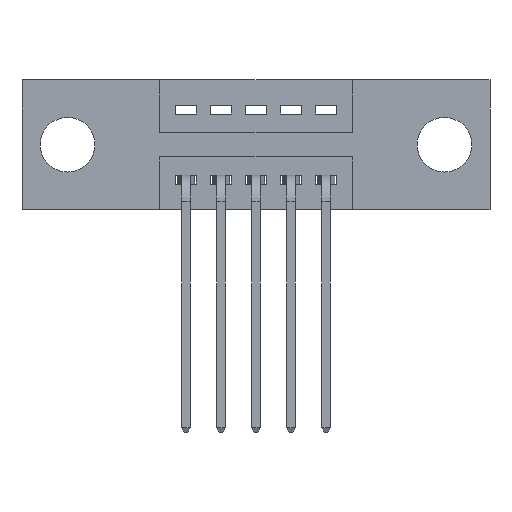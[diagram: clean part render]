
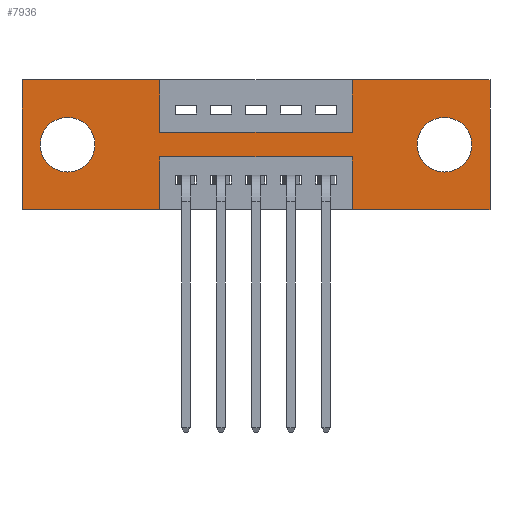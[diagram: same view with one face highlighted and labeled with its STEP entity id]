
A CAD part, front view. The second image highlights one B-rep face of the part: STEP entity #7936.
In plain terms, the highlighted planar face has unit normal (0, -1, 0).
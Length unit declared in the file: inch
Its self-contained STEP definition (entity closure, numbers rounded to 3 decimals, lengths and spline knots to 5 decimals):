
#29 = DIRECTION ( 'NONE',  ( 0., 0., 1. ) ) ;
#67 = CARTESIAN_POINT ( 'NONE',  ( 0.3925, 0., 0. ) ) ;
#108 = VERTEX_POINT ( 'NONE', #3676 ) ;
#150 = DIRECTION ( 'NONE',  ( 0., 0., 1. ) ) ;
#163 = CIRCLE ( 'NONE', #3646, 0.078 ) ;
#249 = ORIENTED_EDGE ( 'NONE', *, *, #1651, .F. ) ;
#396 = VERTEX_POINT ( 'NONE', #1273 ) ;
#427 = PLANE ( 'NONE',  #7405 ) ;
#430 = VERTEX_POINT ( 'NONE', #585 ) ;
#462 = VECTOR ( 'NONE', #5910, 39.37008 ) ;
#519 = EDGE_CURVE ( 'NONE', #4468, #430, #4602, .T. ) ;
#532 = VECTOR ( 'NONE', #3132, 39.37008 ) ;
#585 = CARTESIAN_POINT ( 'NONE',  ( 0.9425, 0., 0. ) ) ;
#586 = ORIENTED_EDGE ( 'NONE', *, *, #6063, .F. ) ;
#598 = DIRECTION ( 'NONE',  ( -1., 0., 0. ) ) ;
#631 = ORIENTED_EDGE ( 'NONE', *, *, #5107, .F. ) ;
#699 = VECTOR ( 'NONE', #3626, 39.37008 ) ;
#818 = VERTEX_POINT ( 'NONE', #6576 ) ;
#908 = CARTESIAN_POINT ( 'NONE',  ( 0., 0., 0. ) ) ;
#918 = LINE ( 'NONE', #8025, #3287 ) ;
#944 = ORIENTED_EDGE ( 'NONE', *, *, #4943, .T. ) ;
#1059 = DIRECTION ( 'NONE',  ( 1., 0., 0. ) ) ;
#1167 = DIRECTION ( 'NONE',  ( -1., 0., 0. ) ) ;
#1273 = CARTESIAN_POINT ( 'NONE',  ( 0.3925, 0., -0.15 ) ) ;
#1326 = CARTESIAN_POINT ( 'NONE',  ( 0.9425, 0., 0. ) ) ;
#1357 = CARTESIAN_POINT ( 'NONE',  ( 0.9425, 0., -0.15 ) ) ;
#1506 = ORIENTED_EDGE ( 'NONE', *, *, #4799, .F. ) ;
#1508 = ORIENTED_EDGE ( 'NONE', *, *, #8831, .F. ) ;
#1525 = VERTEX_POINT ( 'NONE', #7186 ) ;
#1556 = DIRECTION ( 'NONE',  ( 0., 1., 0. ) ) ;
#1651 = EDGE_CURVE ( 'NONE', #2265, #396, #3603, .T. ) ;
#1665 = CARTESIAN_POINT ( 'NONE',  ( 1.335, 0., -0.37 ) ) ;
#1728 = CARTESIAN_POINT ( 'NONE',  ( 0.3925, 0., -0.15 ) ) ;
#1769 = VECTOR ( 'NONE', #4796, 39.37008 ) ;
#1794 = CARTESIAN_POINT ( 'NONE',  ( 0.13, 0., -0.263 ) ) ;
#1798 = VERTEX_POINT ( 'NONE', #3540 ) ;
#1878 = ORIENTED_EDGE ( 'NONE', *, *, #4033, .F. ) ;
#2172 = LINE ( 'NONE', #908, #3993 ) ;
#2265 = VERTEX_POINT ( 'NONE', #67 ) ;
#2364 = EDGE_CURVE ( 'NONE', #7054, #1798, #163, .T. ) ;
#2616 = DIRECTION ( 'NONE',  ( 1., 0., 0. ) ) ;
#2655 = EDGE_CURVE ( 'NONE', #6703, #108, #6020, .T. ) ;
#2744 = CARTESIAN_POINT ( 'NONE',  ( 0.9425, 0., -0.37 ) ) ;
#2758 = CIRCLE ( 'NONE', #7441, 0.078 ) ;
#2790 = LINE ( 'NONE', #4441, #3325 ) ;
#2862 = ORIENTED_EDGE ( 'NONE', *, *, #8816, .F. ) ;
#2970 = EDGE_LOOP ( 'NONE', ( #944, #6881 ) ) ;
#3132 = DIRECTION ( 'NONE',  ( 0., 0., -1. ) ) ;
#3135 = CARTESIAN_POINT ( 'NONE',  ( 0., 0., -0.37 ) ) ;
#3160 = DIRECTION ( 'NONE',  ( 0., 0., -1. ) ) ;
#3215 = CARTESIAN_POINT ( 'NONE',  ( 0., 0., 0. ) ) ;
#3242 = FACE_BOUND ( 'NONE', #6180, .T. ) ;
#3287 = VECTOR ( 'NONE', #2616, 39.37008 ) ;
#3325 = VECTOR ( 'NONE', #6150, 39.37008 ) ;
#3363 = ORIENTED_EDGE ( 'NONE', *, *, #2655, .T. ) ;
#3420 = EDGE_CURVE ( 'NONE', #4004, #818, #5911, .T. ) ;
#3469 = CARTESIAN_POINT ( 'NONE',  ( 1.335, 0., 0. ) ) ;
#3540 = CARTESIAN_POINT ( 'NONE',  ( 0.13, 0., -0.107 ) ) ;
#3603 = LINE ( 'NONE', #7557, #1769 ) ;
#3615 = DIRECTION ( 'NONE',  ( 0., 1., 0. ) ) ;
#3626 = DIRECTION ( 'NONE',  ( 0., 0., 1. ) ) ;
#3646 = AXIS2_PLACEMENT_3D ( 'NONE', #4371, #1556, #150 ) ;
#3662 = VECTOR ( 'NONE', #1167, 39.37008 ) ;
#3676 = CARTESIAN_POINT ( 'NONE',  ( 1.205, 0., -0.263 ) ) ;
#3735 = VECTOR ( 'NONE', #29, 39.37008 ) ;
#3952 = CARTESIAN_POINT ( 'NONE',  ( 0.9425, 0., -0.22 ) ) ;
#3993 = VECTOR ( 'NONE', #4360, 39.37008 ) ;
#4004 = VERTEX_POINT ( 'NONE', #6640 ) ;
#4033 = EDGE_CURVE ( 'NONE', #396, #4468, #6879, .T. ) ;
#4121 = EDGE_CURVE ( 'NONE', #7876, #8646, #8359, .T. ) ;
#4300 = DIRECTION ( 'NONE',  ( 0., 0., 1. ) ) ;
#4338 = DIRECTION ( 'NONE',  ( 0., 1., 0. ) ) ;
#4360 = DIRECTION ( 'NONE',  ( 1., 0., 0. ) ) ;
#4363 = LINE ( 'NONE', #5992, #4897 ) ;
#4371 = CARTESIAN_POINT ( 'NONE',  ( 0.13, 0., -0.185 ) ) ;
#4432 = DIRECTION ( 'NONE',  ( 0., 0., -1. ) ) ;
#4441 = CARTESIAN_POINT ( 'NONE',  ( 0., 0., -0.37 ) ) ;
#4468 = VERTEX_POINT ( 'NONE', #1357 ) ;
#4602 = LINE ( 'NONE', #1326, #3735 ) ;
#4619 = ORIENTED_EDGE ( 'NONE', *, *, #3420, .F. ) ;
#4796 = DIRECTION ( 'NONE',  ( 0., 0., -1. ) ) ;
#4799 = EDGE_CURVE ( 'NONE', #8130, #4947, #4363, .T. ) ;
#4822 = LINE ( 'NONE', #7193, #532 ) ;
#4897 = VECTOR ( 'NONE', #598, 39.37008 ) ;
#4943 = EDGE_CURVE ( 'NONE', #1798, #7054, #2758, .T. ) ;
#4947 = VERTEX_POINT ( 'NONE', #6346 ) ;
#5107 = EDGE_CURVE ( 'NONE', #430, #5202, #918, .T. ) ;
#5172 = ORIENTED_EDGE ( 'NONE', *, *, #6141, .T. ) ;
#5202 = VERTEX_POINT ( 'NONE', #3469 ) ;
#5249 = CARTESIAN_POINT ( 'NONE',  ( 1.205, 0., -0.185 ) ) ;
#5252 = FACE_BOUND ( 'NONE', #2970, .T. ) ;
#5371 = CARTESIAN_POINT ( 'NONE',  ( 1.205, 0., -0.107 ) ) ;
#5584 = CARTESIAN_POINT ( 'NONE',  ( 0.9425, 0., -0.37 ) ) ;
#5679 = ORIENTED_EDGE ( 'NONE', *, *, #7185, .F. ) ;
#5808 = LINE ( 'NONE', #5584, #699 ) ;
#5893 = VECTOR ( 'NONE', #1059, 39.37008 ) ;
#5910 = DIRECTION ( 'NONE',  ( 0., 0., 1. ) ) ;
#5911 = LINE ( 'NONE', #3215, #462 ) ;
#5992 = CARTESIAN_POINT ( 'NONE',  ( 0.3925, 0., -0.22 ) ) ;
#6020 = CIRCLE ( 'NONE', #7483, 0.078 ) ;
#6063 = EDGE_CURVE ( 'NONE', #8646, #8130, #5808, .T. ) ;
#6141 = EDGE_CURVE ( 'NONE', #108, #6703, #8707, .T. ) ;
#6149 = EDGE_LOOP ( 'NONE', ( #5679, #1506, #586, #6985, #2862, #631, #7151, #1878, #249, #6745, #4619, #1508 ) ) ;
#6150 = DIRECTION ( 'NONE',  ( -1., 0., 0. ) ) ;
#6180 = EDGE_LOOP ( 'NONE', ( #3363, #5172 ) ) ;
#6346 = CARTESIAN_POINT ( 'NONE',  ( 0.3925, 0., -0.22 ) ) ;
#6518 = CARTESIAN_POINT ( 'NONE',  ( 0., 0., -0.37 ) ) ;
#6576 = CARTESIAN_POINT ( 'NONE',  ( 0., 0., 0. ) ) ;
#6640 = CARTESIAN_POINT ( 'NONE',  ( 0., 0., -0.37 ) ) ;
#6703 = VERTEX_POINT ( 'NONE', #5371 ) ;
#6745 = ORIENTED_EDGE ( 'NONE', *, *, #6889, .F. ) ;
#6879 = LINE ( 'NONE', #1728, #5893 ) ;
#6881 = ORIENTED_EDGE ( 'NONE', *, *, #2364, .T. ) ;
#6889 = EDGE_CURVE ( 'NONE', #818, #2265, #2172, .T. ) ;
#6985 = ORIENTED_EDGE ( 'NONE', *, *, #4121, .F. ) ;
#6995 = LINE ( 'NONE', #8766, #8362 ) ;
#7032 = CARTESIAN_POINT ( 'NONE',  ( 0.13, 0., -0.185 ) ) ;
#7054 = VERTEX_POINT ( 'NONE', #1794 ) ;
#7151 = ORIENTED_EDGE ( 'NONE', *, *, #519, .F. ) ;
#7185 = EDGE_CURVE ( 'NONE', #4947, #1525, #6995, .T. ) ;
#7186 = CARTESIAN_POINT ( 'NONE',  ( 0.3925, 0., -0.37 ) ) ;
#7193 = CARTESIAN_POINT ( 'NONE',  ( 1.335, 0., 0. ) ) ;
#7304 = DIRECTION ( 'NONE',  ( 0., -1., 0. ) ) ;
#7376 = DIRECTION ( 'NONE',  ( 0., 1., 0. ) ) ;
#7405 = AXIS2_PLACEMENT_3D ( 'NONE', #3135, #7304, #3160 ) ;
#7441 = AXIS2_PLACEMENT_3D ( 'NONE', #7032, #3615, #4300 ) ;
#7483 = AXIS2_PLACEMENT_3D ( 'NONE', #5249, #7376, #8745 ) ;
#7557 = CARTESIAN_POINT ( 'NONE',  ( 0.3925, 0., 0. ) ) ;
#7876 = VERTEX_POINT ( 'NONE', #1665 ) ;
#7936 = ADVANCED_FACE ( 'NONE', ( #3242, #5252, #8465 ), #427, .T. ) ;
#7954 = AXIS2_PLACEMENT_3D ( 'NONE', #8520, #4338, #4432 ) ;
#8025 = CARTESIAN_POINT ( 'NONE',  ( 0., 0., 0. ) ) ;
#8130 = VERTEX_POINT ( 'NONE', #3952 ) ;
#8139 = DIRECTION ( 'NONE',  ( 0., 0., -1. ) ) ;
#8359 = LINE ( 'NONE', #6518, #3662 ) ;
#8362 = VECTOR ( 'NONE', #8139, 39.37008 ) ;
#8465 = FACE_OUTER_BOUND ( 'NONE', #6149, .T. ) ;
#8520 = CARTESIAN_POINT ( 'NONE',  ( 1.205, 0., -0.185 ) ) ;
#8646 = VERTEX_POINT ( 'NONE', #2744 ) ;
#8707 = CIRCLE ( 'NONE', #7954, 0.078 ) ;
#8745 = DIRECTION ( 'NONE',  ( 0., 0., -1. ) ) ;
#8766 = CARTESIAN_POINT ( 'NONE',  ( 0.3925, 0., -0.37 ) ) ;
#8816 = EDGE_CURVE ( 'NONE', #5202, #7876, #4822, .T. ) ;
#8831 = EDGE_CURVE ( 'NONE', #1525, #4004, #2790, .T. ) ;
